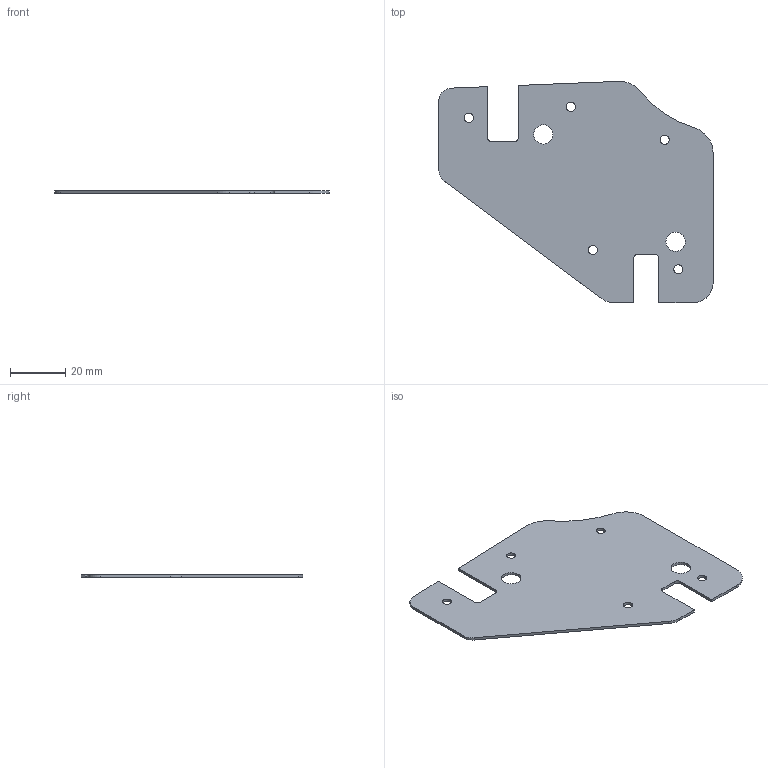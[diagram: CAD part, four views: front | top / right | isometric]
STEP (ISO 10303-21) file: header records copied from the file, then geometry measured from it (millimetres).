
FILE_DESCRIPTION (( 'STEP AP214' ), '1' );
FILE_NAME ('TopAb_L_Stif.STEP', '2017-08-15T07:59:01', ( '' ), ( '' ), 'SwSTEP 2.0', 'SolidWorks 2016', '' );
FILE_SCHEMA (( 'AUTOMOTIVE_DESIGN' ));
Length unit declared in the file: millimetre
Products named in the file (1): TopAb_L_Stif
Bounding box: 99.47 x 80.26 x 1 mm (x, y, z)
Volume: 5628.8 mm3; surface area: 11732.6 mm2
Topology: 1 solids, 1 shells, 40 faces, 114 edges, 76 vertices
Faces by surface type: cylinder 25, plane 15
Entity records: 1390 total; most frequent: DIRECTION 246, CARTESIAN_POINT 231, ORIENTED_EDGE 228, EDGE_CURVE 114, AXIS2_PLACEMENT_3D 91, VERTEX_POINT 76, VECTOR 64, LINE 64
